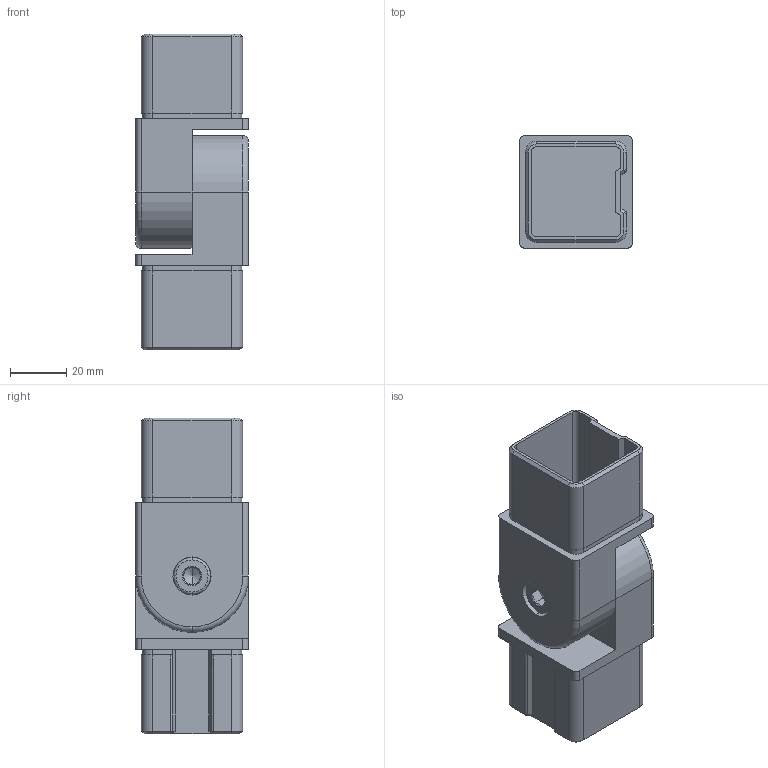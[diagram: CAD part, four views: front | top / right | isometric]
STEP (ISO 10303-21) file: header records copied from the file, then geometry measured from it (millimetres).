
FILE_DESCRIPTION (( 'STEP AP203' ), '1' );
FILE_NAME ('A_4302-040.STEP', '2021-12-06T14:05:30', ( '' ), ( '' ), 'SwSTEP 2.0', 'SolidWorks 2019', '' );
FILE_SCHEMA (( 'CONFIG_CONTROL_DESIGN' ));
Length unit declared in the file: millimetre
Products named in the file (4): SKRUTKA DIN 912_SKRUTKA M 8x 20; A_4302-040.P1; A_4302-040; A_4302-040.P2
Assembly tree (3 placements, depth 2):
  A_4302-040
    A_4302-040.P1
    A_4302-040.P2
    SKRUTKA DIN 912_SKRUTKA M 8x 20
Bounding box: 40 x 40 x 112 mm (x, y, z)
Volume: 64384 mm3; surface area: 39015.8 mm2
Topology: 3 solids, 3 shells, 193 faces, 467 edges, 284 vertices
Faces by surface type: plane 96, cylinder 48, cone 35, torus 14
Entity records: 6005 total; most frequent: DIRECTION 1019, CARTESIAN_POINT 1009, ORIENTED_EDGE 918, EDGE_CURVE 459, AXIS2_PLACEMENT_3D 368, VERTEX_POINT 284, LINE 283, VECTOR 283
